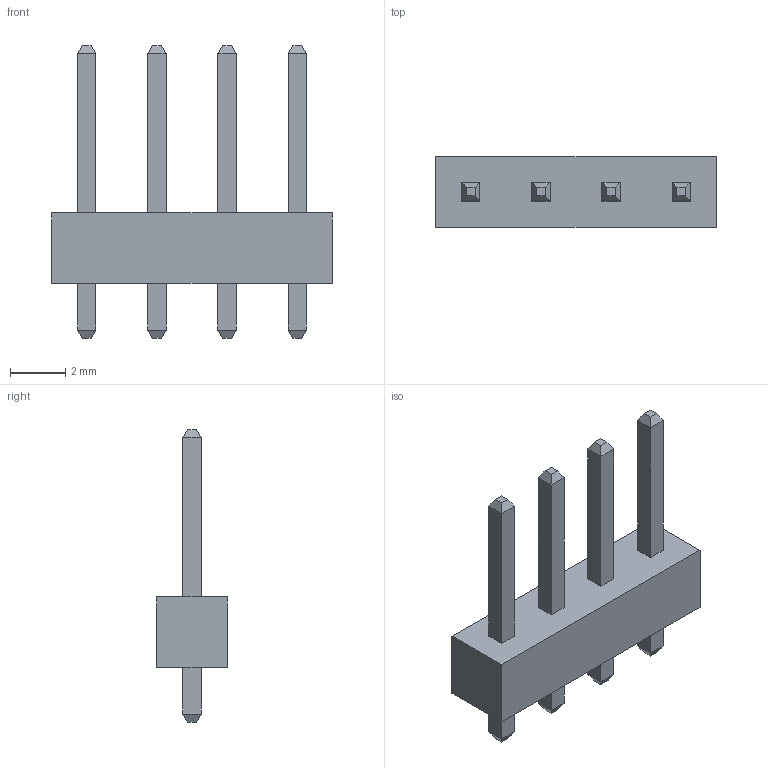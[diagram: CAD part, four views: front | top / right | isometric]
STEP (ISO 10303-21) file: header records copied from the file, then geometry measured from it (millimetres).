
FILE_DESCRIPTION (( 'STEP AP214' ), '1' );
FILE_NAME ('HEADER_4X1_2P54.STEP', '2023-11-18T03:05:18', ( '' ), ( '' ), 'SwSTEP 2.0', 'SolidWorks 2023', '' );
FILE_SCHEMA (( 'AUTOMOTIVE_DESIGN' ));
Length unit declared in the file: millimetre
Products named in the file (1): HEADER_4X1_2P54
Bounding box: 10.16 x 2.54 x 10.6 mm (x, y, z)
Volume: 79.1 mm3; surface area: 204.6 mm2
Topology: 9 solids, 9 shells, 86 faces, 172 edges, 104 vertices
Faces by surface type: plane 86
Entity records: 3213 total; most frequent: CARTESIAN_POINT 459, ORIENTED_EDGE 344, DIRECTION 314, EDGE_CURVE 172, VECTOR 140, LINE 140, VERTEX_POINT 104, UNCERTAINTY_MEASURE_WITH_UNIT 96
